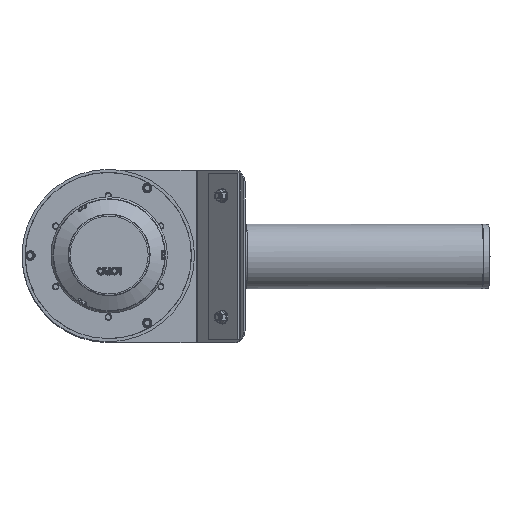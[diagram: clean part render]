
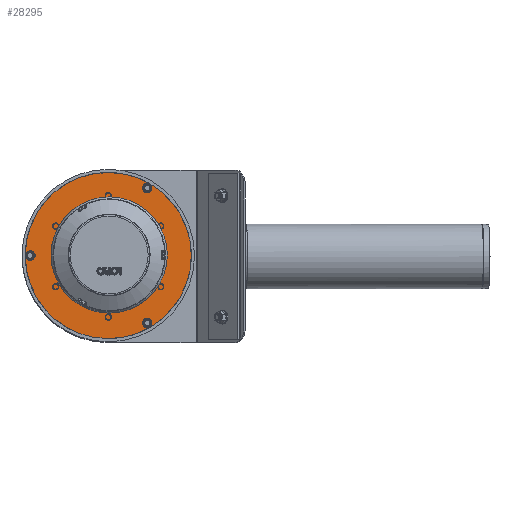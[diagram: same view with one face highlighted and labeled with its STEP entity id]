
A CAD part, top view. The second image highlights one B-rep face of the part: STEP entity #28295.
In plain terms, the highlighted planar face has unit normal (0, 0, 1).
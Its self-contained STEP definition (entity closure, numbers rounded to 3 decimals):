
#811=FACE_BOUND('',#4107,.T.);
#812=FACE_BOUND('',#4108,.T.);
#813=FACE_BOUND('',#4109,.T.);
#814=FACE_BOUND('',#4110,.T.);
#1262=PLANE('',#30236);
#2502=FACE_OUTER_BOUND('',#4106,.T.);
#4106=EDGE_LOOP('',(#20680));
#4107=EDGE_LOOP('',(#20681));
#4108=EDGE_LOOP('',(#20682));
#4109=EDGE_LOOP('',(#20683));
#4110=EDGE_LOOP('',(#20684));
#10699=CIRCLE('',#30222,4.);
#10701=CIRCLE('',#30225,84.5);
#10703=CIRCLE('',#30228,4.);
#10705=CIRCLE('',#30231,4.);
#10707=CIRCLE('',#30234,130.);
#12551=VERTEX_POINT('',#43503);
#12553=VERTEX_POINT('',#43509);
#12555=VERTEX_POINT('',#43515);
#12557=VERTEX_POINT('',#43521);
#12559=VERTEX_POINT('',#43527);
#15614=EDGE_CURVE('',#12551,#12551,#10699,.T.);
#15617=EDGE_CURVE('',#12553,#12553,#10701,.T.);
#15620=EDGE_CURVE('',#12555,#12555,#10703,.T.);
#15623=EDGE_CURVE('',#12557,#12557,#10705,.T.);
#15626=EDGE_CURVE('',#12559,#12559,#10707,.T.);
#20680=ORIENTED_EDGE('',*,*,#15626,.T.);
#20681=ORIENTED_EDGE('',*,*,#15623,.T.);
#20682=ORIENTED_EDGE('',*,*,#15620,.T.);
#20683=ORIENTED_EDGE('',*,*,#15617,.T.);
#20684=ORIENTED_EDGE('',*,*,#15614,.T.);
#28295=ADVANCED_FACE('',(#2502,#811,#812,#813,#814),#1262,.T.);
#30222=AXIS2_PLACEMENT_3D('',#43505,#34566,#34567);
#30225=AXIS2_PLACEMENT_3D('',#43511,#34573,#34574);
#30228=AXIS2_PLACEMENT_3D('',#43517,#34580,#34581);
#30231=AXIS2_PLACEMENT_3D('',#43523,#34587,#34588);
#30234=AXIS2_PLACEMENT_3D('',#43529,#34594,#34595);
#30236=AXIS2_PLACEMENT_3D('',#43531,#34598,#34599);
#34566=DIRECTION('center_axis',(0.,0.,-1.));
#34567=DIRECTION('ref_axis',(0.,1.,0.));
#34573=DIRECTION('center_axis',(0.,0.,-1.));
#34574=DIRECTION('ref_axis',(0.,-1.,0.));
#34580=DIRECTION('center_axis',(0.,0.,-1.));
#34581=DIRECTION('ref_axis',(0.,-1.,0.));
#34587=DIRECTION('center_axis',(0.,0.,-1.));
#34588=DIRECTION('ref_axis',(0.,-1.,0.));
#34594=DIRECTION('center_axis',(0.,0.,1.));
#34595=DIRECTION('ref_axis',(0.,-1.,0.));
#34598=DIRECTION('center_axis',(0.,0.,1.));
#34599=DIRECTION('ref_axis',(-1.,0.,0.));
#43503=CARTESIAN_POINT('',(195.993,103.034,29.5));
#43505=CARTESIAN_POINT('Origin',(195.993,107.034,29.5));
#43509=CARTESIAN_POINT('',(134.993,85.879,29.5));
#43511=CARTESIAN_POINT('Origin',(134.993,1.379,29.5));
#43515=CARTESIAN_POINT('',(12.993,5.379,29.5));
#43517=CARTESIAN_POINT('Origin',(12.993,1.379,29.5));
#43521=CARTESIAN_POINT('',(195.993,-100.276,29.5));
#43523=CARTESIAN_POINT('Origin',(195.993,-104.276,29.5));
#43527=CARTESIAN_POINT('',(134.993,131.379,29.5));
#43529=CARTESIAN_POINT('Origin',(134.993,1.379,29.5));
#43531=CARTESIAN_POINT('Origin',(134.993,1.379,29.5));
